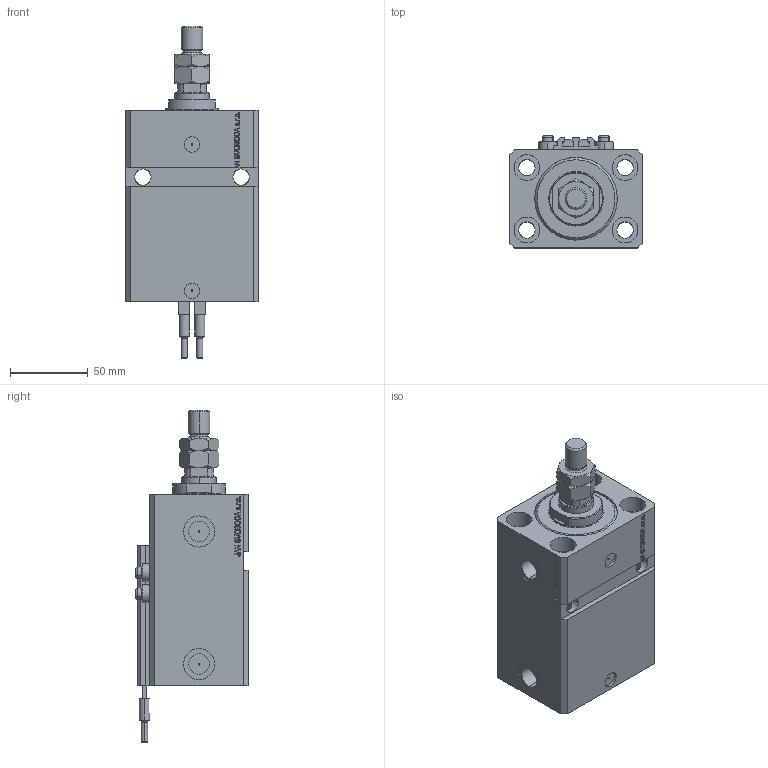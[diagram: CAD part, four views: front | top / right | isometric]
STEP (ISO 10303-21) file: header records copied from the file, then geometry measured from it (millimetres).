
FILE_DESCRIPTION (( 'STEP AP203' ), '1' );
FILE_NAME ('1e20.STEP', '2022-06-07T15:11:27', ( '' ), ( '' ), 'SwSTEP 2.0', 'SolidWorks 2019', '' );
FILE_SCHEMA (( 'CONFIG_CONTROL_DESIGN' ));
Length unit declared in the file: millimetre
Products named in the file (7): 1e20; V250CE_C_VCP b79c5d259f56f83ca579244ad35aa668; V250CE_E_Body b79c5d259f56f83ca579244ad35aa668; SWITCH_V250CE b79c5d259f56f83ca579244ad35aa668; ALLEN BOLT V250CE b79c5d259f56f83ca579244ad35aa668; MTA b79c5d259f56f83ca579244ad35aa668; V250CE_VC_E b79c5d259f56f83ca579244ad35aa668
Assembly tree (10 placements, depth 2):
  1e20
    V250CE_E_Body b79c5d259f56f83ca579244ad35aa668
    ALLEN BOLT V250CE b79c5d259f56f83ca579244ad35aa668  x4
    V250CE_C_VCP b79c5d259f56f83ca579244ad35aa668
    V250CE_VC_E b79c5d259f56f83ca579244ad35aa668
    MTA b79c5d259f56f83ca579244ad35aa668
    SWITCH_V250CE b79c5d259f56f83ca579244ad35aa668  x2
Bounding box: 85 x 72 x 212.9 mm (x, y, z)
Volume: 578552.6 mm3; surface area: 125236.5 mm2
Topology: 11 solids, 11 shells, 1188 faces, 2933 edges, 1883 vertices
Faces by surface type: plane 582, bspline 356, cylinder 142, cone 88, torus 20
Entity records: 49981 total; most frequent: CARTESIAN_POINT 25530, ORIENTED_EDGE 5448, DIRECTION 3690, EDGE_CURVE 2724, VERTEX_POINT 1769, LINE 1632, VECTOR 1632, EDGE_LOOP 1221
